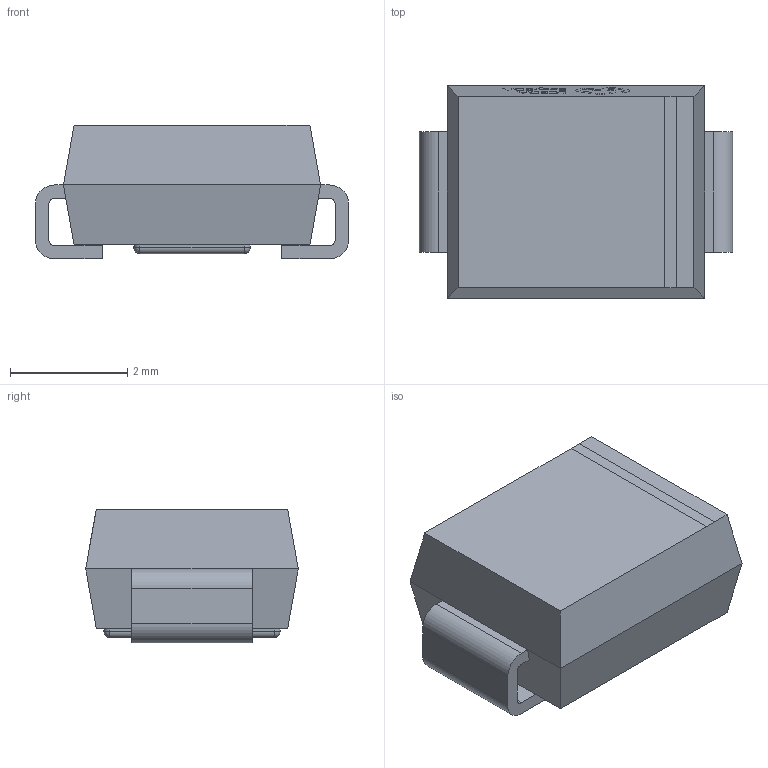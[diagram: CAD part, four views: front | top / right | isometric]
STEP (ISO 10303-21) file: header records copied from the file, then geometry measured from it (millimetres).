
FILE_DESCRIPTION (( 'STEP AP214' ), '1' );
FILE_NAME ('SMB_L4.4-W3.6-LS5.3-L-FD.step', '2022-07-05T10:53:27', ( '' ), ( '' ), 'SwSTEP 2.0', 'SolidWorks 2020', '' );
FILE_SCHEMA (( 'AUTOMOTIVE_DESIGN' ));
Length unit declared in the file: millimetre
Products named in the file (1): SMB_L4.4-W3.6-LS5.3-L-FD
Bounding box: 5.34 x 3.62 x 2.28 mm (x, y, z)
Volume: 32.5 mm3; surface area: 79.5 mm2
Topology: 1 solids, 1 shells, 279 faces, 755 edges, 494 vertices
Faces by surface type: plane 161, bspline 98, cylinder 16, sphere 4
Entity records: 12272 total; most frequent: CARTESIAN_POINT 2831, ORIENTED_EDGE 1502, DIRECTION 947, EDGE_CURVE 751, VECTOR 519, LINE 519, VERTEX_POINT 494, EDGE_LOOP 299
